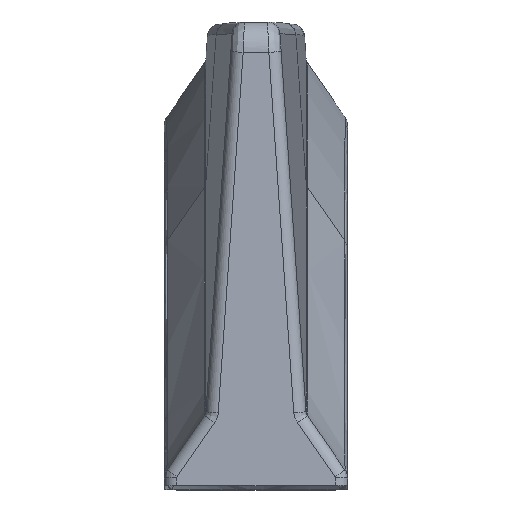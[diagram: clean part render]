
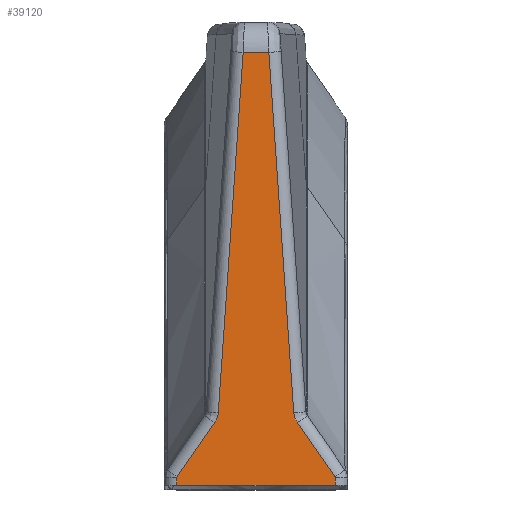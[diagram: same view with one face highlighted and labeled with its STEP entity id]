
A CAD part, top view. The second image highlights one B-rep face of the part: STEP entity #39120.
In plain terms, the highlighted planar face has unit normal (0, 0.018, 1).
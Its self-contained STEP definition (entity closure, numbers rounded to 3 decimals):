
#25530=CARTESIAN_POINT('',(-5.124,3.56,86.5));
#25540=VERTEX_POINT('',#25530);
#25570=CARTESIAN_POINT('',(0.,3.56,86.5));
#25580=DIRECTION('',(-1.,0.,0.));
#25590=VECTOR('',#25580,1.);
#25600=LINE('',#25570,#25590);
#25610=CARTESIAN_POINT('',(5.124,3.56,86.5));
#25620=VERTEX_POINT('',#25610);
#25630=EDGE_CURVE('',#25620,#25540,#25600,.T.);
#37880=CARTESIAN_POINT('',(0.,3.56,86.5));
#37890=DIRECTION('',(-0.,0.017,1.));
#37900=DIRECTION('',(1.,0.,0.));
#37910=AXIS2_PLACEMENT_3D('',#37880,#37890,#37900);
#37920=PLANE('',#37910);
#37930=CARTESIAN_POINT('',(2.442,8.268,
86.418));
#37940=CARTESIAN_POINT('',(2.446,8.214,
86.419));
#37950=CARTESIAN_POINT('',(2.453,8.16,
86.42));
#37960=CARTESIAN_POINT('',(2.477,8.041,
86.422));
#37970=CARTESIAN_POINT('',(2.494,7.977,
86.423));
#37980=CARTESIAN_POINT('',(2.517,7.914,
86.424));
#37990=CARTESIAN_POINT('',(2.537,7.86,
86.425));
#38000=CARTESIAN_POINT('',(2.56,7.807,
86.426));
#38010=CARTESIAN_POINT('',(2.612,7.707,
86.428));
#38020=CARTESIAN_POINT('',(2.64,7.661,
86.428));
#38030=CARTESIAN_POINT('',(2.671,7.616,
86.429));
#38040=B_SPLINE_CURVE_WITH_KNOTS('',3,(#37930,#37940,#37950,#37960,
#37970,#37980,#37990,#38000,#38010,#38020,#38030),.UNSPECIFIED.,.F.,.F.,
(4,2,3,2,4),(0.,0.113,0.251,0.372,
0.485),.UNSPECIFIED.);
#38050=CARTESIAN_POINT('',(2.442,8.268,
86.418));
#38060=VERTEX_POINT('',#38050);
#38070=CARTESIAN_POINT('',(2.671,7.616,
86.429));
#38080=VERTEX_POINT('',#38070);
#38090=EDGE_CURVE('',#38060,#38080,#38040,.T.);
#38100=ORIENTED_EDGE('',*,*,#38090,.F.);
#38110=CARTESIAN_POINT('',(7.949,0.014,
86.562));
#38120=DIRECTION('',(0.57,-0.821,
0.014));
#38130=VECTOR('',#38120,1.);
#38140=LINE('',#38110,#38130);
#38150=CARTESIAN_POINT('',(5.107,4.109,
86.49));
#38160=VERTEX_POINT('',#38150);
#38170=EDGE_CURVE('',#38080,#38160,#38140,.T.);
#38180=ORIENTED_EDGE('',*,*,#38170,.F.);
#38190=CARTESIAN_POINT('',(5.124,4.052,
86.491));
#38200=CARTESIAN_POINT('',(5.124,4.059,
86.491));
#38210=CARTESIAN_POINT('',(5.124,4.067,
86.491));
#38220=CARTESIAN_POINT('',(5.121,4.077,
86.491));
#38230=CARTESIAN_POINT('',(5.121,4.079,
86.491));
#38240=CARTESIAN_POINT('',(5.119,4.084,
86.491));
#38250=CARTESIAN_POINT('',(5.118,4.086,
86.491));
#38260=CARTESIAN_POINT('',(5.114,4.096,
86.491));
#38270=CARTESIAN_POINT('',(5.111,4.102,
86.491));
#38280=CARTESIAN_POINT('',(5.107,4.109,
86.49));
#38290=B_SPLINE_CURVE_WITH_KNOTS('',3,(#38190,#38200,#38210,#38220,
#38230,#38240,#38250,#38260,#38270,#38280),.UNSPECIFIED.,.F.,.F.,(4,2,2,
2,4),(0.,0.113,0.152,0.192,
0.305),.UNSPECIFIED.);
#38300=CARTESIAN_POINT('',(5.124,4.052,
86.491));
#38310=VERTEX_POINT('',#38300);
#38320=EDGE_CURVE('',#38310,#38160,#38290,.T.);
#38330=ORIENTED_EDGE('',*,*,#38320,.T.);
#38340=CARTESIAN_POINT('',(5.124,0.014,
86.562));
#38350=DIRECTION('',(0.,1.,-0.017));
#38360=VECTOR('',#38350,1.);
#38370=LINE('',#38340,#38360);
#38380=EDGE_CURVE('',#25620,#38310,#38370,.T.);
#38390=ORIENTED_EDGE('',*,*,#38380,.T.);
#38400=ORIENTED_EDGE('',*,*,#25630,.F.);
#38410=CARTESIAN_POINT('',(-5.124,0.014,
86.562));
#38420=DIRECTION('',(0.,-1.,0.017));
#38430=VECTOR('',#38420,1.);
#38440=LINE('',#38410,#38430);
#38450=CARTESIAN_POINT('',(-5.124,4.052,
86.491));
#38460=VERTEX_POINT('',#38450);
#38470=EDGE_CURVE('',#38460,#25540,#38440,.T.);
#38480=ORIENTED_EDGE('',*,*,#38470,.T.);
#38490=CARTESIAN_POINT('',(-5.107,4.109,
86.49));
#38500=CARTESIAN_POINT('',(-5.111,4.102,
86.491));
#38510=CARTESIAN_POINT('',(-5.114,4.096,
86.491));
#38520=CARTESIAN_POINT('',(-5.118,4.086,
86.491));
#38530=CARTESIAN_POINT('',(-5.119,4.084,
86.491));
#38540=CARTESIAN_POINT('',(-5.121,4.079,
86.491));
#38550=CARTESIAN_POINT('',(-5.121,4.077,
86.491));
#38560=CARTESIAN_POINT('',(-5.124,4.067,
86.491));
#38570=CARTESIAN_POINT('',(-5.124,4.059,
86.491));
#38580=CARTESIAN_POINT('',(-5.124,4.052,
86.491));
#38590=B_SPLINE_CURVE_WITH_KNOTS('',3,(#38490,#38500,#38510,#38520,
#38530,#38540,#38550,#38560,#38570,#38580),.UNSPECIFIED.,.F.,.F.,(4,2,2,
2,4),(0.,0.113,0.152,0.19,
0.304),.UNSPECIFIED.);
#38600=CARTESIAN_POINT('',(-5.107,4.109,
86.49));
#38610=VERTEX_POINT('',#38600);
#38620=EDGE_CURVE('',#38610,#38460,#38590,.T.);
#38630=ORIENTED_EDGE('',*,*,#38620,.T.);
#38640=CARTESIAN_POINT('',(-7.949,0.014,
86.562));
#38650=DIRECTION('',(0.57,0.821,
-0.014));
#38660=VECTOR('',#38650,1.);
#38670=LINE('',#38640,#38660);
#38680=CARTESIAN_POINT('',(-2.671,7.616,
86.429));
#38690=VERTEX_POINT('',#38680);
#38700=EDGE_CURVE('',#38610,#38690,#38670,.T.);
#38710=ORIENTED_EDGE('',*,*,#38700,.F.);
#38720=CARTESIAN_POINT('',(-2.671,7.616,
86.429));
#38730=CARTESIAN_POINT('',(-2.641,7.661,
86.428));
#38740=CARTESIAN_POINT('',(-2.612,7.707,
86.428));
#38750=CARTESIAN_POINT('',(-2.56,7.806,
86.426));
#38760=CARTESIAN_POINT('',(-2.537,7.86,
86.425));
#38770=CARTESIAN_POINT('',(-2.517,7.914,
86.424));
#38780=CARTESIAN_POINT('',(-2.494,7.977,
86.423));
#38790=CARTESIAN_POINT('',(-2.477,8.041,
86.422));
#38800=CARTESIAN_POINT('',(-2.453,8.16,
86.42));
#38810=CARTESIAN_POINT('',(-2.446,8.214,
86.419));
#38820=CARTESIAN_POINT('',(-2.442,8.268,
86.418));
#38830=B_SPLINE_CURVE_WITH_KNOTS('',3,(#38720,#38730,#38740,#38750,
#38760,#38770,#38780,#38790,#38800,#38810,#38820),.UNSPECIFIED.,.F.,.F.,
(4,2,3,2,4),(0.,0.113,0.233,0.371,
0.485),.UNSPECIFIED.);
#38840=CARTESIAN_POINT('',(-2.442,8.268,
86.418));
#38850=VERTEX_POINT('',#38840);
#38860=EDGE_CURVE('',#38690,#38850,#38830,.T.);
#38870=ORIENTED_EDGE('',*,*,#38860,.F.);
#38880=CARTESIAN_POINT('',(-3.013,0.014,
86.562));
#38890=DIRECTION('',(0.069,0.997,
-0.017));
#38900=VECTOR('',#38890,1.);
#38910=LINE('',#38880,#38900);
#38920=CARTESIAN_POINT('',(-0.83,31.592,
86.011));
#38930=VERTEX_POINT('',#38920);
#38940=EDGE_CURVE('',#38850,#38930,#38910,.T.);
#38950=ORIENTED_EDGE('',*,*,#38940,.F.);
#38960=CARTESIAN_POINT('',(0.,31.592,86.011));
#38970=DIRECTION('',(1.,0.,0.));
#38980=VECTOR('',#38970,1.);
#38990=LINE('',#38960,#38980);
#39000=CARTESIAN_POINT('',(0.83,31.592,
86.011));
#39010=VERTEX_POINT('',#39000);
#39020=EDGE_CURVE('',#38930,#39010,#38990,.T.);
#39030=ORIENTED_EDGE('',*,*,#39020,.F.);
#39040=CARTESIAN_POINT('',(3.013,0.014,
86.562));
#39050=DIRECTION('',(0.069,-0.997,
0.017));
#39060=VECTOR('',#39050,1.);
#39070=LINE('',#39040,#39060);
#39080=EDGE_CURVE('',#39010,#38060,#39070,.T.);
#39090=ORIENTED_EDGE('',*,*,#39080,.F.);
#39100=EDGE_LOOP('',(#39090,#39030,#38950,#38870,#38710,#38630,#38480,
#38400,#38390,#38330,#38180,#38100));
#39110=FACE_OUTER_BOUND('',#39100,.T.);
#39120=ADVANCED_FACE('',(#39110),#37920,.T.);
